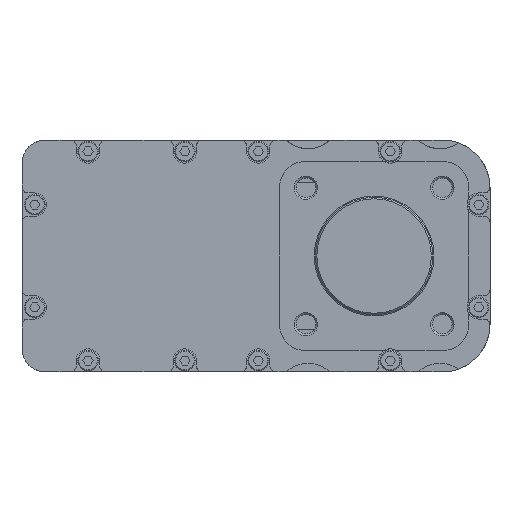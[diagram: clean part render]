
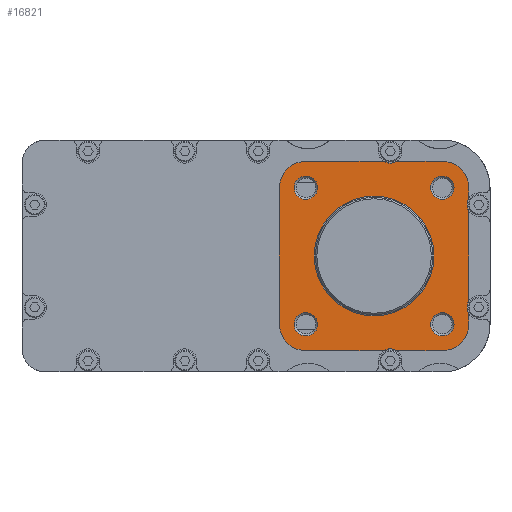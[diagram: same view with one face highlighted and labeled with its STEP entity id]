
A CAD part, left-side view. The second image highlights one B-rep face of the part: STEP entity #16821.
In plain terms, the highlighted face is planar.
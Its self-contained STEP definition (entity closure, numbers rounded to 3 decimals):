
#16614=CARTESIAN_POINT('',(61.,23.25,23.25));
#16615=DIRECTION('',(1.,0.,0.));
#16616=DIRECTION('',(0.,0.,-1.));
#16617=AXIS2_PLACEMENT_3D('',#16614,#16615,#16616);
#16618=PLANE('',#16617);
#16619=CARTESIAN_POINT('',(61.,-23.25,-27.25));
#16620=VERTEX_POINT('',#16619);
#16621=CARTESIAN_POINT('',(61.,-23.25,-23.25));
#16622=DIRECTION('',(1.,0.,0.));
#16623=DIRECTION('',(0.,0.,-1.));
#16624=AXIS2_PLACEMENT_3D('',#16621,#16622,#16623);
#16625=CIRCLE('',#16624,4.);
#16626=EDGE_CURVE('',#16620,#16620,#16625,.T.);
#16627=ORIENTED_EDGE('',*,*,#16626,.F.);
#16628=EDGE_LOOP('',(#16627));
#16629=FACE_BOUND('',#16628,.T.);
#16630=CARTESIAN_POINT('',(61.,23.25,-27.25));
#16631=VERTEX_POINT('',#16630);
#16632=CARTESIAN_POINT('',(61.,23.25,-23.25));
#16633=DIRECTION('',(1.,0.,0.));
#16634=DIRECTION('',(0.,0.,-1.));
#16635=AXIS2_PLACEMENT_3D('',#16632,#16633,#16634);
#16636=CIRCLE('',#16635,4.);
#16637=EDGE_CURVE('',#16631,#16631,#16636,.T.);
#16638=ORIENTED_EDGE('',*,*,#16637,.F.);
#16639=EDGE_LOOP('',(#16638));
#16640=FACE_BOUND('',#16639,.T.);
#16641=CARTESIAN_POINT('',(61.,23.25,19.25));
#16642=VERTEX_POINT('',#16641);
#16643=CARTESIAN_POINT('',(61.,23.25,23.25));
#16644=DIRECTION('',(1.,0.,0.));
#16645=DIRECTION('',(0.,0.,-1.));
#16646=AXIS2_PLACEMENT_3D('',#16643,#16644,#16645);
#16647=CIRCLE('',#16646,4.);
#16648=EDGE_CURVE('',#16642,#16642,#16647,.T.);
#16649=ORIENTED_EDGE('',*,*,#16648,.F.);
#16650=EDGE_LOOP('',(#16649));
#16651=FACE_BOUND('',#16650,.T.);
#16652=CARTESIAN_POINT('',(61.,-23.25,19.25));
#16653=VERTEX_POINT('',#16652);
#16654=CARTESIAN_POINT('',(61.,-23.25,23.25));
#16655=DIRECTION('',(1.,0.,0.));
#16656=DIRECTION('',(0.,0.,-1.));
#16657=AXIS2_PLACEMENT_3D('',#16654,#16655,#16656);
#16658=CIRCLE('',#16657,4.);
#16659=EDGE_CURVE('',#16653,#16653,#16658,.T.);
#16660=ORIENTED_EDGE('',*,*,#16659,.F.);
#16661=EDGE_LOOP('',(#16660));
#16662=FACE_BOUND('',#16661,.T.);
#16663=CARTESIAN_POINT('',(61.,-0.,-20.4));
#16664=VERTEX_POINT('',#16663);
#16665=CARTESIAN_POINT('',(61.,0.,0.));
#16666=DIRECTION('',(1.,0.,0.));
#16667=DIRECTION('',(0.,0.,-1.));
#16668=AXIS2_PLACEMENT_3D('',#16665,#16666,#16667);
#16669=CIRCLE('',#16668,20.4);
#16670=EDGE_CURVE('',#16664,#16664,#16669,.T.);
#16671=ORIENTED_EDGE('',*,*,#16670,.F.);
#16672=EDGE_LOOP('',(#16671));
#16673=FACE_BOUND('',#16672,.T.);
#16674=CARTESIAN_POINT('',(61.,-23.25,-32.25));
#16675=VERTEX_POINT('',#16674);
#16676=CARTESIAN_POINT('',(61.,-7.607,-32.25));
#16677=VERTEX_POINT('',#16676);
#16678=CARTESIAN_POINT('',(61.,-23.25,-32.25));
#16679=DIRECTION('',(0.,1.,0.));
#16680=VECTOR('',#16679,15.643);
#16681=LINE('',#16678,#16680);
#16682=EDGE_CURVE('',#16675,#16677,#16681,.T.);
#16683=ORIENTED_EDGE('',*,*,#16682,.T.);
#16684=CARTESIAN_POINT('',(61.,-5.5,-31.65));
#16685=VERTEX_POINT('',#16684);
#16686=CARTESIAN_POINT('',(61.,-5.5,-35.65));
#16687=DIRECTION('',(-1.,0.,-0.));
#16688=DIRECTION('',(0.,0.,-1.));
#16689=AXIS2_PLACEMENT_3D('',#16686,#16687,#16688);
#16690=CIRCLE('',#16689,4.);
#16691=EDGE_CURVE('',#16677,#16685,#16690,.T.);
#16692=ORIENTED_EDGE('',*,*,#16691,.T.);
#16693=CARTESIAN_POINT('',(61.,-3.393,-32.25));
#16694=VERTEX_POINT('',#16693);
#16695=CARTESIAN_POINT('',(61.,-5.5,-35.65));
#16696=DIRECTION('',(-1.,0.,-0.));
#16697=DIRECTION('',(0.,0.,-1.));
#16698=AXIS2_PLACEMENT_3D('',#16695,#16696,#16697);
#16699=CIRCLE('',#16698,4.);
#16700=EDGE_CURVE('',#16685,#16694,#16699,.T.);
#16701=ORIENTED_EDGE('',*,*,#16700,.T.);
#16702=CARTESIAN_POINT('',(61.,23.25,-32.25));
#16703=VERTEX_POINT('',#16702);
#16704=CARTESIAN_POINT('',(61.,-3.393,-32.25));
#16705=DIRECTION('',(0.,1.,0.));
#16706=VECTOR('',#16705,26.643);
#16707=LINE('',#16704,#16706);
#16708=EDGE_CURVE('',#16694,#16703,#16707,.T.);
#16709=ORIENTED_EDGE('',*,*,#16708,.T.);
#16710=CARTESIAN_POINT('',(61.,32.25,-23.25));
#16711=VERTEX_POINT('',#16710);
#16712=CARTESIAN_POINT('',(61.,23.25,-23.25));
#16713=DIRECTION('',(1.,0.,0.));
#16714=DIRECTION('',(0.,0.,-1.));
#16715=AXIS2_PLACEMENT_3D('',#16712,#16713,#16714);
#16716=CIRCLE('',#16715,9.);
#16717=EDGE_CURVE('',#16703,#16711,#16716,.T.);
#16718=ORIENTED_EDGE('',*,*,#16717,.T.);
#16719=CARTESIAN_POINT('',(61.,32.25,23.25));
#16720=VERTEX_POINT('',#16719);
#16721=CARTESIAN_POINT('',(61.,32.25,-23.25));
#16722=DIRECTION('',(0.,0.,1.));
#16723=VECTOR('',#16722,46.5);
#16724=LINE('',#16721,#16723);
#16725=EDGE_CURVE('',#16711,#16720,#16724,.T.);
#16726=ORIENTED_EDGE('',*,*,#16725,.T.);
#16727=CARTESIAN_POINT('',(61.,23.25,32.25));
#16728=VERTEX_POINT('',#16727);
#16729=CARTESIAN_POINT('',(61.,23.25,23.25));
#16730=DIRECTION('',(1.,0.,0.));
#16731=DIRECTION('',(0.,0.,-1.));
#16732=AXIS2_PLACEMENT_3D('',#16729,#16730,#16731);
#16733=CIRCLE('',#16732,9.);
#16734=EDGE_CURVE('',#16720,#16728,#16733,.T.);
#16735=ORIENTED_EDGE('',*,*,#16734,.T.);
#16736=CARTESIAN_POINT('',(61.,-3.393,32.25));
#16737=VERTEX_POINT('',#16736);
#16738=CARTESIAN_POINT('',(61.,23.25,32.25));
#16739=DIRECTION('',(0.,-1.,0.));
#16740=VECTOR('',#16739,26.643);
#16741=LINE('',#16738,#16740);
#16742=EDGE_CURVE('',#16728,#16737,#16741,.T.);
#16743=ORIENTED_EDGE('',*,*,#16742,.T.);
#16744=CARTESIAN_POINT('',(61.,-7.607,32.25));
#16745=VERTEX_POINT('',#16744);
#16746=CARTESIAN_POINT('',(61.,-5.5,35.65));
#16747=DIRECTION('',(-1.,0.,-0.));
#16748=DIRECTION('',(0.,0.,-1.));
#16749=AXIS2_PLACEMENT_3D('',#16746,#16747,#16748);
#16750=CIRCLE('',#16749,4.);
#16751=EDGE_CURVE('',#16737,#16745,#16750,.T.);
#16752=ORIENTED_EDGE('',*,*,#16751,.T.);
#16753=CARTESIAN_POINT('',(61.,-23.25,32.25));
#16754=VERTEX_POINT('',#16753);
#16755=CARTESIAN_POINT('',(61.,-7.607,32.25));
#16756=DIRECTION('',(0.,-1.,0.));
#16757=VECTOR('',#16756,15.643);
#16758=LINE('',#16755,#16757);
#16759=EDGE_CURVE('',#16745,#16754,#16758,.T.);
#16760=ORIENTED_EDGE('',*,*,#16759,.T.);
#16761=CARTESIAN_POINT('',(61.,-32.25,23.25));
#16762=VERTEX_POINT('',#16761);
#16763=CARTESIAN_POINT('',(61.,-23.25,23.25));
#16764=DIRECTION('',(1.,0.,0.));
#16765=DIRECTION('',(0.,0.,-1.));
#16766=AXIS2_PLACEMENT_3D('',#16763,#16764,#16765);
#16767=CIRCLE('',#16766,9.);
#16768=EDGE_CURVE('',#16754,#16762,#16767,.T.);
#16769=ORIENTED_EDGE('',*,*,#16768,.T.);
#16770=CARTESIAN_POINT('',(61.,-32.25,19.607));
#16771=VERTEX_POINT('',#16770);
#16772=CARTESIAN_POINT('',(61.,-32.25,23.25));
#16773=DIRECTION('',(0.,0.,-1.));
#16774=VECTOR('',#16773,3.643);
#16775=LINE('',#16772,#16774);
#16776=EDGE_CURVE('',#16762,#16771,#16775,.T.);
#16777=ORIENTED_EDGE('',*,*,#16776,.T.);
#16778=CARTESIAN_POINT('',(61.,-32.25,15.393));
#16779=VERTEX_POINT('',#16778);
#16780=CARTESIAN_POINT('',(61.,-35.65,17.5));
#16781=DIRECTION('',(-1.,0.,-0.));
#16782=DIRECTION('',(0.,0.,-1.));
#16783=AXIS2_PLACEMENT_3D('',#16780,#16781,#16782);
#16784=CIRCLE('',#16783,4.);
#16785=EDGE_CURVE('',#16771,#16779,#16784,.T.);
#16786=ORIENTED_EDGE('',*,*,#16785,.T.);
#16787=CARTESIAN_POINT('',(61.,-32.25,-15.393));
#16788=VERTEX_POINT('',#16787);
#16789=CARTESIAN_POINT('',(61.,-32.25,15.393));
#16790=DIRECTION('',(0.,0.,-1.));
#16791=VECTOR('',#16790,30.786);
#16792=LINE('',#16789,#16791);
#16793=EDGE_CURVE('',#16779,#16788,#16792,.T.);
#16794=ORIENTED_EDGE('',*,*,#16793,.T.);
#16795=CARTESIAN_POINT('',(61.,-32.25,-19.607));
#16796=VERTEX_POINT('',#16795);
#16797=CARTESIAN_POINT('',(61.,-35.65,-17.5));
#16798=DIRECTION('',(-1.,0.,-0.));
#16799=DIRECTION('',(0.,0.,-1.));
#16800=AXIS2_PLACEMENT_3D('',#16797,#16798,#16799);
#16801=CIRCLE('',#16800,4.);
#16802=EDGE_CURVE('',#16788,#16796,#16801,.T.);
#16803=ORIENTED_EDGE('',*,*,#16802,.T.);
#16804=CARTESIAN_POINT('',(61.,-32.25,-23.25));
#16805=VERTEX_POINT('',#16804);
#16806=CARTESIAN_POINT('',(61.,-32.25,-19.607));
#16807=DIRECTION('',(0.,0.,-1.));
#16808=VECTOR('',#16807,3.643);
#16809=LINE('',#16806,#16808);
#16810=EDGE_CURVE('',#16796,#16805,#16809,.T.);
#16811=ORIENTED_EDGE('',*,*,#16810,.T.);
#16812=CARTESIAN_POINT('',(61.,-23.25,-23.25));
#16813=DIRECTION('',(1.,0.,0.));
#16814=DIRECTION('',(0.,0.,-1.));
#16815=AXIS2_PLACEMENT_3D('',#16812,#16813,#16814);
#16816=CIRCLE('',#16815,9.);
#16817=EDGE_CURVE('',#16805,#16675,#16816,.T.);
#16818=ORIENTED_EDGE('',*,*,#16817,.T.);
#16819=EDGE_LOOP('',(#16683,#16692,#16701,#16709,#16718,#16726,#16735,#16743,#16752,#16760,#16769,#16777,#16786,#16794,#16803,#16811,#16818));
#16820=FACE_BOUND('',#16819,.T.);
#16821=ADVANCED_FACE('',(#16629,#16640,#16651,#16662,#16673,#16820),#16618,.T.);
